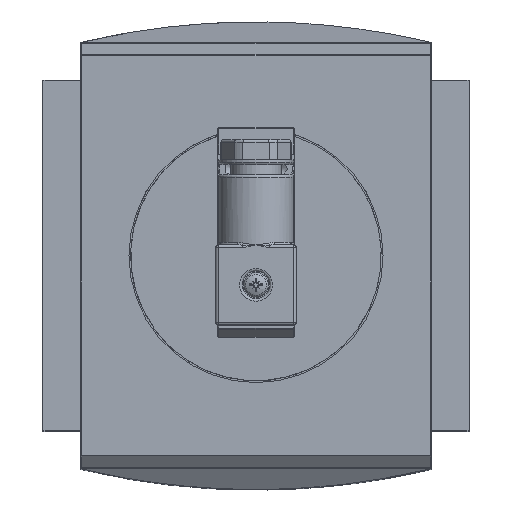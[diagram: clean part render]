
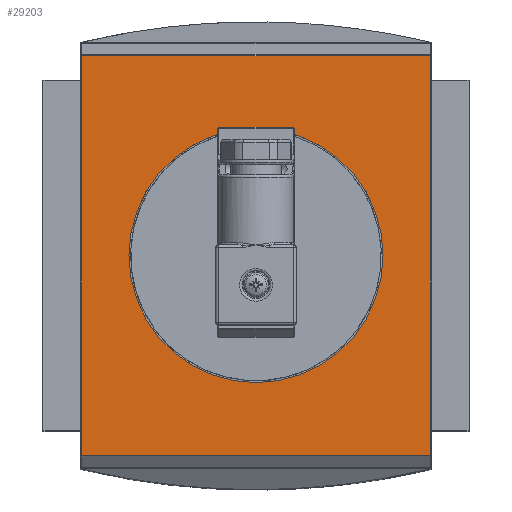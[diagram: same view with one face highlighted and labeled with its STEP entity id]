
A CAD part, top view. The second image highlights one B-rep face of the part: STEP entity #29203.
In plain terms, the highlighted planar face has unit normal (0, 0, 1).
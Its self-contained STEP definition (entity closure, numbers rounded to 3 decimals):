
#29082=CARTESIAN_POINT('',(-25.35,0.,58.0));
#29083=VERTEX_POINT('',#29082);
#29084=CARTESIAN_POINT('',(0.,0.,58.0));
#29085=DIRECTION('',(0.0,0.0,-1.0));
#29086=DIRECTION('',(1.0,0.0,0.0));
#29087=AXIS2_PLACEMENT_3D('',#29084,#29085,#29086);
#29088=CIRCLE('',#29087,25.35);
#29089=EDGE_CURVE('',#29083,#29083,#29088,.T.);
#29161=CARTESIAN_POINT('',(0.,0.,58.));
#29162=DIRECTION('',(0.0,0.0,1.0));
#29163=DIRECTION('',(-1.0,0.0,0.0));
#29164=AXIS2_PLACEMENT_3D('',#29161,#29162,#29163);
#29165=PLANE('',#29164);
#29166=CARTESIAN_POINT('',(34.8,-39.812,58.));
#29167=VERTEX_POINT('',#29166);
#29168=CARTESIAN_POINT('',(-34.8,-39.812,58.));
#29169=VERTEX_POINT('',#29168);
#29170=CARTESIAN_POINT('',(34.8,-39.812,58.));
#29171=DIRECTION('',(-1.0,0.0,0.0));
#29172=VECTOR('',#29171,69.6);
#29173=LINE('',#29170,#29172);
#29174=EDGE_CURVE('',#29167,#29169,#29173,.T.);
#29175=ORIENTED_EDGE('',*,*,#29174,.F.);
#29176=CARTESIAN_POINT('',(34.8,39.812,58.));
#29177=VERTEX_POINT('',#29176);
#29178=CARTESIAN_POINT('',(34.8,39.812,58.));
#29179=DIRECTION('',(0.0,-1.0,0.0));
#29180=VECTOR('',#29179,79.624);
#29181=LINE('',#29178,#29180);
#29182=EDGE_CURVE('',#29177,#29167,#29181,.T.);
#29183=ORIENTED_EDGE('',*,*,#29182,.F.);
#29184=CARTESIAN_POINT('',(-34.8,39.812,58.));
#29185=VERTEX_POINT('',#29184);
#29186=CARTESIAN_POINT('',(-34.8,39.812,58.));
#29187=DIRECTION('',(1.0,0.0,0.0));
#29188=VECTOR('',#29187,69.6);
#29189=LINE('',#29186,#29188);
#29190=EDGE_CURVE('',#29185,#29177,#29189,.T.);
#29191=ORIENTED_EDGE('',*,*,#29190,.F.);
#29192=CARTESIAN_POINT('',(-34.8,-39.812,58.));
#29193=DIRECTION('',(0.0,1.0,0.0));
#29194=VECTOR('',#29193,79.624);
#29195=LINE('',#29192,#29194);
#29196=EDGE_CURVE('',#29169,#29185,#29195,.T.);
#29197=ORIENTED_EDGE('',*,*,#29196,.F.);
#29198=EDGE_LOOP('',(#29175,#29183,#29191,#29197));
#29199=FACE_OUTER_BOUND('',#29198,.T.);
#29200=ORIENTED_EDGE('',*,*,#29089,.T.);
#29201=EDGE_LOOP('',(#29200));
#29202=FACE_BOUND('',#29201,.T.);
#29203=ADVANCED_FACE('',(#29199,#29202),#29165,.T.);
